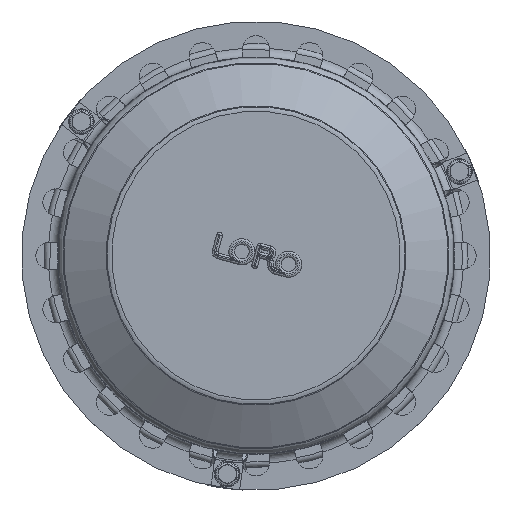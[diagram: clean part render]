
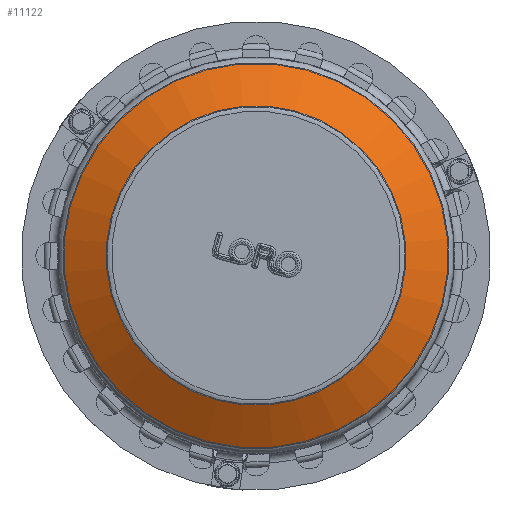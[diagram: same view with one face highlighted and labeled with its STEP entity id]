
A CAD part, top view. The second image highlights one B-rep face of the part: STEP entity #11122.
In plain terms, the highlighted conical face has half-angle 59.744 degrees and reference radius 950.348 mm.
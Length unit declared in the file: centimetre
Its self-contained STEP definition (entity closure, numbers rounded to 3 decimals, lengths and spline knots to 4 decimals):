
#1805=FACE_OUTER_BOUND('',#2627,.T.);
#2627=EDGE_LOOP('',(#9702,#9703,#9704,#9705,#9706,#9707));
#3380=CIRCLE('',#13823,107.0232);
#3381=CIRCLE('',#13824,107.0232);
#3383=CIRCLE('',#13827,83.0464);
#3384=CIRCLE('',#13828,83.0464);
#4501=VERTEX_POINT('',#27986);
#4502=VERTEX_POINT('',#27988);
#4503=VERTEX_POINT('',#27993);
#4504=VERTEX_POINT('',#27995);
#6309=EDGE_CURVE('',#4501,#4502,#3380,.T.);
#6310=EDGE_CURVE('',#4502,#4501,#3381,.T.);
#6312=EDGE_CURVE('',#4502,#4503,#11829,.T.);
#6313=EDGE_CURVE('',#4503,#4504,#3383,.T.);
#6314=EDGE_CURVE('',#4504,#4503,#3384,.T.);
#9702=ORIENTED_EDGE('',*,*,#6309,.F.);
#9703=ORIENTED_EDGE('',*,*,#6310,.F.);
#9704=ORIENTED_EDGE('',*,*,#6312,.T.);
#9705=ORIENTED_EDGE('',*,*,#6313,.T.);
#9706=ORIENTED_EDGE('',*,*,#6314,.T.);
#9707=ORIENTED_EDGE('',*,*,#6312,.F.);
#10421=CONICAL_SURFACE('',#13826,95.0348,1.043);
#11122=ADVANCED_FACE('',(#1805),#10421,.T.);
#11829=LINE('',#27994,#12450);
#12450=VECTOR('',#17232,95.0348);
#13823=AXIS2_PLACEMENT_3D('',#27989,#17224,#17225);
#13824=AXIS2_PLACEMENT_3D('',#27990,#17226,#17227);
#13826=AXIS2_PLACEMENT_3D('',#27992,#17230,#17231);
#13827=AXIS2_PLACEMENT_3D('',#27996,#17233,#17234);
#13828=AXIS2_PLACEMENT_3D('',#27997,#17235,#17236);
#17224=DIRECTION('center_axis',(0.,0.,
-1.));
#17225=DIRECTION('ref_axis',(0.966,-0.259,0.));
#17226=DIRECTION('center_axis',(0.,0.,
-1.));
#17227=DIRECTION('ref_axis',(0.966,-0.259,0.));
#17230=DIRECTION('center_axis',(0.,0.,
-1.));
#17231=DIRECTION('ref_axis',(-0.966,0.259,0.));
#17232=DIRECTION('',(-0.834,0.224,0.504));
#17233=DIRECTION('center_axis',(0.,0.,
-1.));
#17234=DIRECTION('ref_axis',(0.966,-0.259,0.));
#17235=DIRECTION('center_axis',(0.,0.,
-1.));
#17236=DIRECTION('ref_axis',(0.966,-0.259,0.));
#27986=CARTESIAN_POINT('',(-28.2311,-103.4266,371.1826));
#27988=CARTESIAN_POINT('',(102.845,-27.7497,371.1826));
#27989=CARTESIAN_POINT('Origin',(-0.5315,-0.0501,
371.1826));
#27990=CARTESIAN_POINT('Origin',(-0.5315,-0.0501,
371.1826));
#27992=CARTESIAN_POINT('Origin',(-0.5315,-0.0501,
378.1759));
#27993=CARTESIAN_POINT('',(79.6852,-21.5441,385.1691));
#27994=CARTESIAN_POINT('',(91.2651,-24.6469,378.1759));
#27995=CARTESIAN_POINT('',(-22.0254,-80.2667,385.1691));
#27996=CARTESIAN_POINT('Origin',(-0.5315,-0.0501,
385.1691));
#27997=CARTESIAN_POINT('Origin',(-0.5315,-0.0501,
385.1691));
